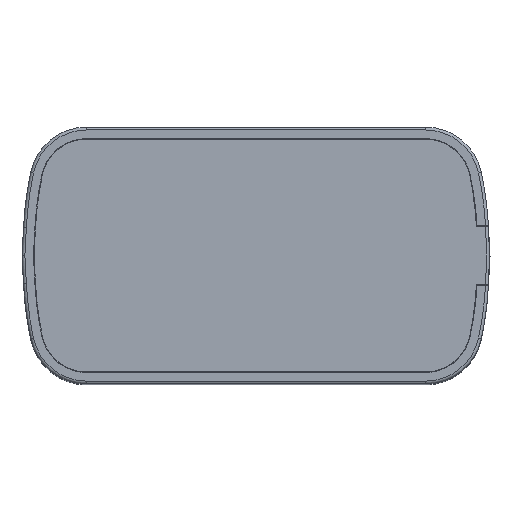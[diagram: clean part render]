
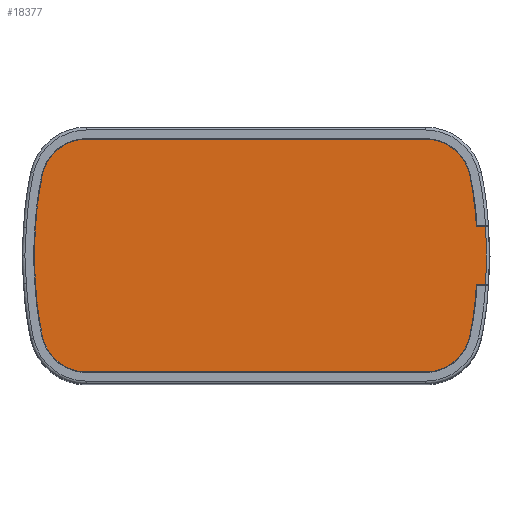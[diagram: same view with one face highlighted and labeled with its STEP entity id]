
A CAD part, top view. The second image highlights one B-rep face of the part: STEP entity #18377.
In plain terms, the highlighted planar face has unit normal (0, 0, 1).
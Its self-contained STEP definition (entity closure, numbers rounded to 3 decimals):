
#12983=CARTESIAN_POINT('',(-26.762,0.,
0.));
#12984=DIRECTION('',(0.,0.,-1.));
#12985=DIRECTION('',(0.999,0.054,0.));
#12986=AXIS2_PLACEMENT_3D('',#12983,#12984,#12985);
#12988=DIRECTION('',(-1.,0.,0.));
#12989=VECTOR('',#12988,0.797);
#12990=CARTESIAN_POINT('',(20.111,-2.55,
0.));
#12991=LINE('',#12990,#12989);
#12992=CARTESIAN_POINT('',(-10.947,-0.83,0.));
#12993=DIRECTION('',(0.,0.,-1.));
#12994=DIRECTION('',(0.998,-0.057,0.));
#12995=AXIS2_PLACEMENT_3D('',#12992,#12993,#12994);
#12997=CARTESIAN_POINT('',(14.85,-6.25,0.));
#12998=DIRECTION('',(0.,0.,-1.));
#12999=DIRECTION('',(0.979,-0.206,0.));
#13000=AXIS2_PLACEMENT_3D('',#12997,#12998,#12999);
#13002=DIRECTION('',(-1.,0.,0.));
#13003=VECTOR('',#13002,29.7);
#13004=CARTESIAN_POINT('',(14.85,-10.2,
0.));
#13005=LINE('',#13004,#13003);
#13006=CARTESIAN_POINT('',(-14.85,-6.25,
0.));
#13007=DIRECTION('',(0.,0.,-1.));
#13008=DIRECTION('',(0.,-1.,0.));
#13009=AXIS2_PLACEMENT_3D('',#13006,#13007,#13008);
#13011=CARTESIAN_POINT('',(10.947,-0.83,
0.));
#13012=DIRECTION('',(0.,0.,-1.));
#13013=DIRECTION('',(-0.979,-0.206,0.));
#13014=AXIS2_PLACEMENT_3D('',#13011,#13012,#13013);
#13016=DIRECTION('',(-0.052,0.999,0.));
#13017=VECTOR('',#13016,2.419);
#13018=CARTESIAN_POINT('',(-19.322,-2.416,
0.));
#13019=LINE('',#13018,#13017);
#13020=DIRECTION('',(0.052,0.999,0.));
#13021=VECTOR('',#13020,2.419);
#13022=CARTESIAN_POINT('',(-19.449,0.,
0.));
#13023=LINE('',#13022,#13021);
#13024=CARTESIAN_POINT('',(10.947,0.83,0.));
#13025=DIRECTION('',(0.,0.,-1.));
#13026=DIRECTION('',(-0.999,0.052,0.));
#13027=AXIS2_PLACEMENT_3D('',#13024,#13025,#13026);
#13029=CARTESIAN_POINT('',(-14.85,6.25,0.));
#13030=DIRECTION('',(0.,0.,-1.));
#13031=DIRECTION('',(-0.979,0.206,0.));
#13032=AXIS2_PLACEMENT_3D('',#13029,#13030,#13031);
#13034=DIRECTION('',(1.,0.,0.));
#13035=VECTOR('',#13034,29.7);
#13036=CARTESIAN_POINT('',(-14.85,10.2,
0.));
#13037=LINE('',#13036,#13035);
#13038=CARTESIAN_POINT('',(14.85,6.25,
0.));
#13039=DIRECTION('',(0.,0.,-1.));
#13040=DIRECTION('',(0.,1.,0.));
#13041=AXIS2_PLACEMENT_3D('',#13038,#13039,#13040);
#13043=CARTESIAN_POINT('',(-10.947,0.83,0.));
#13044=DIRECTION('',(0.,0.,-1.));
#13045=DIRECTION('',(0.979,0.206,0.));
#13046=AXIS2_PLACEMENT_3D('',#13043,#13044,#13045);
#13048=DIRECTION('',(1.,0.,0.));
#13049=VECTOR('',#13048,0.797);
#13050=CARTESIAN_POINT('',(19.315,2.55,
0.));
#13051=LINE('',#13050,#13049);
#17506=CARTESIAN_POINT('',(20.112,2.55,
0.));
#17507=CARTESIAN_POINT('',(20.112,-2.55,
0.));
#17508=VERTEX_POINT('',#17506);
#17509=VERTEX_POINT('',#17507);
#17510=CARTESIAN_POINT('',(19.315,-2.55,
0.));
#17511=VERTEX_POINT('',#17510);
#17512=CARTESIAN_POINT('',(18.716,-7.062,0.));
#17513=VERTEX_POINT('',#17512);
#17514=CARTESIAN_POINT('',(14.851,-10.2,0.));
#17515=VERTEX_POINT('',#17514);
#17516=CARTESIAN_POINT('',(-14.85,-10.2,
0.));
#17517=VERTEX_POINT('',#17516);
#17518=CARTESIAN_POINT('',(-18.716,-7.062,
0.));
#17519=VERTEX_POINT('',#17518);
#17520=CARTESIAN_POINT('',(-19.322,-2.416,
0.));
#17521=VERTEX_POINT('',#17520);
#17522=CARTESIAN_POINT('',(-19.449,0.,
0.));
#17523=VERTEX_POINT('',#17522);
#17524=CARTESIAN_POINT('',(-19.322,2.416,0.));
#17525=VERTEX_POINT('',#17524);
#17526=CARTESIAN_POINT('',(-18.716,7.062,0.));
#17527=VERTEX_POINT('',#17526);
#17528=CARTESIAN_POINT('',(-14.851,10.2,0.));
#17529=VERTEX_POINT('',#17528);
#17530=CARTESIAN_POINT('',(14.85,10.2,
0.));
#17531=VERTEX_POINT('',#17530);
#17532=CARTESIAN_POINT('',(18.716,7.062,
0.));
#17533=VERTEX_POINT('',#17532);
#17534=CARTESIAN_POINT('',(19.315,2.55,0.));
#17535=VERTEX_POINT('',#17534);
#18340=CARTESIAN_POINT('',(0.,0.,0.));
#18341=DIRECTION('',(0.,0.,1.));
#18342=DIRECTION('',(1.,0.,0.));
#18343=AXIS2_PLACEMENT_3D('',#18340,#18341,#18342);
#18344=PLANE('',#18343);
#18346=ORIENTED_EDGE('',*,*,#18345,.T.);
#18348=ORIENTED_EDGE('',*,*,#18347,.T.);
#18350=ORIENTED_EDGE('',*,*,#18349,.T.);
#18352=ORIENTED_EDGE('',*,*,#18351,.T.);
#18354=ORIENTED_EDGE('',*,*,#18353,.T.);
#18356=ORIENTED_EDGE('',*,*,#18355,.T.);
#18358=ORIENTED_EDGE('',*,*,#18357,.T.);
#18360=ORIENTED_EDGE('',*,*,#18359,.T.);
#18362=ORIENTED_EDGE('',*,*,#18361,.T.);
#18364=ORIENTED_EDGE('',*,*,#18363,.T.);
#18366=ORIENTED_EDGE('',*,*,#18365,.T.);
#18368=ORIENTED_EDGE('',*,*,#18367,.T.);
#18370=ORIENTED_EDGE('',*,*,#18369,.T.);
#18372=ORIENTED_EDGE('',*,*,#18371,.T.);
#18374=ORIENTED_EDGE('',*,*,#18373,.T.);
#18375=EDGE_LOOP('',(#18346,#18348,#18350,#18352,#18354,#18356,#18358,#18360,
#18362,#18364,#18366,#18368,#18370,#18372,#18374));
#18376=FACE_OUTER_BOUND('',#18375,.F.);
#18377=ADVANCED_FACE('',(#18376),#18344,.T.);
#12987=CIRCLE('',#12986,46.943);
#12996=CIRCLE('',#12995,30.31);
#13001=CIRCLE('',#13000,3.95);
#13010=CIRCLE('',#13009,3.95);
#13015=CIRCLE('',#13014,30.31);
#13028=CIRCLE('',#13027,30.31);
#13033=CIRCLE('',#13032,3.95);
#13042=CIRCLE('',#13041,3.95);
#13047=CIRCLE('',#13046,30.31);
#18345=EDGE_CURVE('',#17508,#17509,#12987,.T.);
#18347=EDGE_CURVE('',#17509,#17511,#12991,.T.);
#18349=EDGE_CURVE('',#17511,#17513,#12996,.T.);
#18351=EDGE_CURVE('',#17513,#17515,#13001,.T.);
#18353=EDGE_CURVE('',#17515,#17517,#13005,.T.);
#18355=EDGE_CURVE('',#17517,#17519,#13010,.T.);
#18357=EDGE_CURVE('',#17519,#17521,#13015,.T.);
#18359=EDGE_CURVE('',#17521,#17523,#13019,.T.);
#18361=EDGE_CURVE('',#17523,#17525,#13023,.T.);
#18363=EDGE_CURVE('',#17525,#17527,#13028,.T.);
#18365=EDGE_CURVE('',#17527,#17529,#13033,.T.);
#18367=EDGE_CURVE('',#17529,#17531,#13037,.T.);
#18369=EDGE_CURVE('',#17531,#17533,#13042,.T.);
#18371=EDGE_CURVE('',#17533,#17535,#13047,.T.);
#18373=EDGE_CURVE('',#17535,#17508,#13051,.T.);
